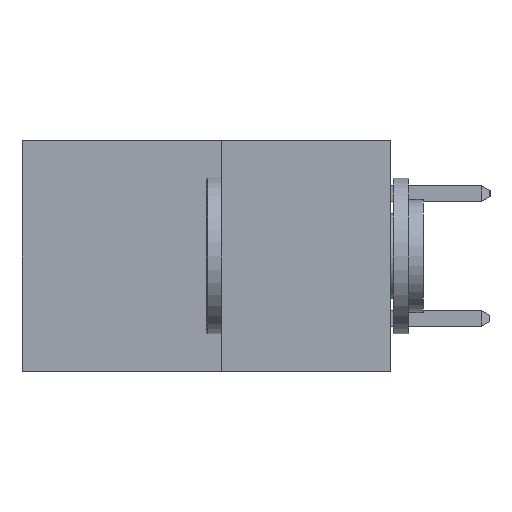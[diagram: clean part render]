
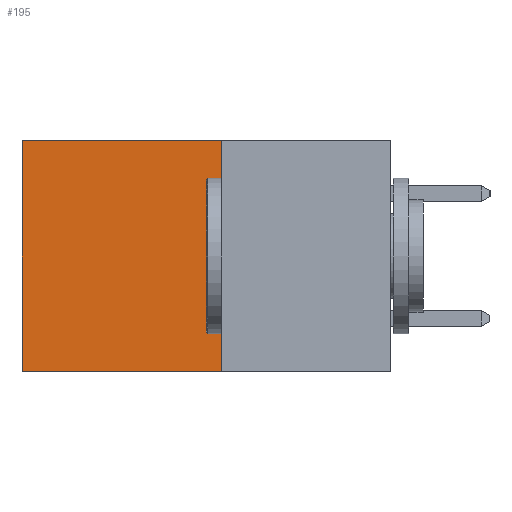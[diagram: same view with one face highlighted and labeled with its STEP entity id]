
A CAD part, left-side view. The second image highlights one B-rep face of the part: STEP entity #195.
In plain terms, the highlighted planar face has unit normal (-1, 0, 0).
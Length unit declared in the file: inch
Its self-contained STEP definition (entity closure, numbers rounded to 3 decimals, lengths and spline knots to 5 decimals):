
#140 = ORIENTED_EDGE ( 'NONE', *, *, #3509, .F. ) ;
#195 = ADVANCED_FACE ( 'NONE', ( #3948 ), #6334, .F. ) ;
#458 = DIRECTION ( 'NONE',  ( 0., 1., 0. ) ) ;
#751 = EDGE_CURVE ( 'NONE', #3240, #7697, #4072, .T. ) ;
#1599 = VECTOR ( 'NONE', #458, 39.37008 ) ;
#1722 = VERTEX_POINT ( 'NONE', #3055 ) ;
#2510 = LINE ( 'NONE', #8843, #2776 ) ;
#2776 = VECTOR ( 'NONE', #3674, 39.37008 ) ;
#2860 = AXIS2_PLACEMENT_3D ( 'NONE', #6269, #6080, #6067 ) ;
#3055 = CARTESIAN_POINT ( 'NONE',  ( 0.277, 0.27, 0. ) ) ;
#3240 = VERTEX_POINT ( 'NONE', #8495 ) ;
#3509 = EDGE_CURVE ( 'NONE', #9867, #7697, #6219, .T. ) ;
#3674 = DIRECTION ( 'NONE',  ( 0., 0., -1. ) ) ;
#3948 = FACE_OUTER_BOUND ( 'NONE', #11065, .T. ) ;
#4072 = LINE ( 'NONE', #6581, #10567 ) ;
#4711 = VECTOR ( 'NONE', #8586, 39.37008 ) ;
#4828 = ORIENTED_EDGE ( 'NONE', *, *, #7473, .F. ) ;
#5644 = CARTESIAN_POINT ( 'NONE',  ( 0.277, 0.59, -0.37 ) ) ;
#5881 = DIRECTION ( 'NONE',  ( 0., 0., -1. ) ) ;
#6067 = DIRECTION ( 'NONE',  ( 0., 0., -1. ) ) ;
#6080 = DIRECTION ( 'NONE',  ( 1., 0., 0. ) ) ;
#6219 = LINE ( 'NONE', #8215, #1599 ) ;
#6269 = CARTESIAN_POINT ( 'NONE',  ( 0.277, 0.27, -0.37 ) ) ;
#6334 = PLANE ( 'NONE',  #2860 ) ;
#6581 = CARTESIAN_POINT ( 'NONE',  ( 0.277, 0.59, -0.37 ) ) ;
#6906 = ORIENTED_EDGE ( 'NONE', *, *, #751, .T. ) ;
#7181 = ORIENTED_EDGE ( 'NONE', *, *, #9526, .T. ) ;
#7473 = EDGE_CURVE ( 'NONE', #1722, #9867, #2510, .T. ) ;
#7697 = VERTEX_POINT ( 'NONE', #5644 ) ;
#7753 = CARTESIAN_POINT ( 'NONE',  ( 0.277, 0.27, 0. ) ) ;
#8180 = CARTESIAN_POINT ( 'NONE',  ( 0.277, 0.27, -0.37 ) ) ;
#8215 = CARTESIAN_POINT ( 'NONE',  ( 0.277, 0.27, -0.37 ) ) ;
#8495 = CARTESIAN_POINT ( 'NONE',  ( 0.277, 0.59, 0. ) ) ;
#8586 = DIRECTION ( 'NONE',  ( 0., 1., 0. ) ) ;
#8843 = CARTESIAN_POINT ( 'NONE',  ( 0.277, 0.27, -0.37 ) ) ;
#9311 = LINE ( 'NONE', #7753, #4711 ) ;
#9526 = EDGE_CURVE ( 'NONE', #1722, #3240, #9311, .T. ) ;
#9867 = VERTEX_POINT ( 'NONE', #8180 ) ;
#10567 = VECTOR ( 'NONE', #5881, 39.37008 ) ;
#11065 = EDGE_LOOP ( 'NONE', ( #6906, #140, #4828, #7181 ) ) ;
